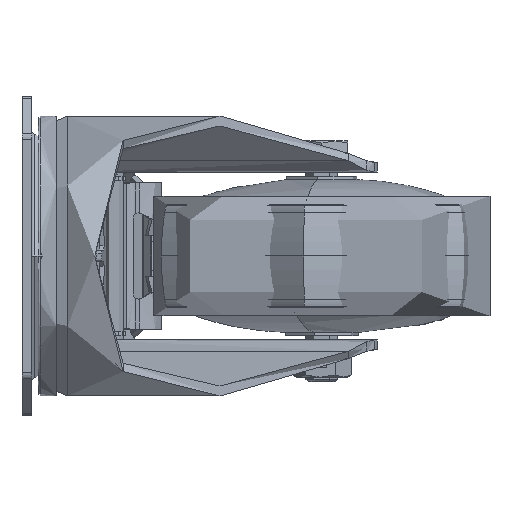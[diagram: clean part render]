
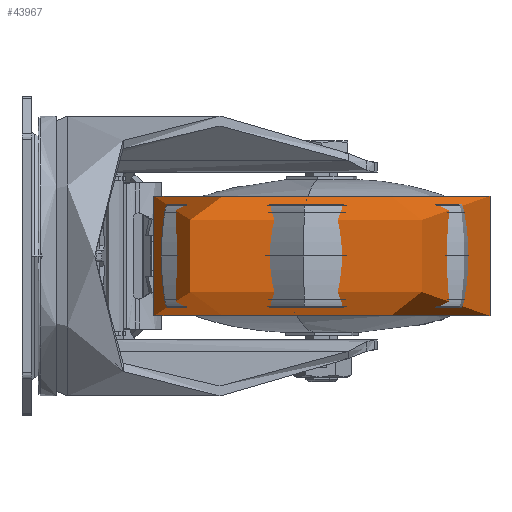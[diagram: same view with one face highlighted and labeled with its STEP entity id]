
A CAD part, left-side view. The second image highlights one B-rep face of the part: STEP entity #43967.
In plain terms, the highlighted free-form (B-spline) face has degree [3, 3] with [4, 4] control points.
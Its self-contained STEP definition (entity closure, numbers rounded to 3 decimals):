
#3974 = CARTESIAN_POINT ( 'NONE',  ( 32.044, -132.442, -15. ) ) ;
#6764 = CARTESIAN_POINT ( 'NONE',  ( 32.044, -132.442, 15. ) ) ;
#8228 = VERTEX_POINT ( 'NONE', #60044 ) ;
#10128 = EDGE_CURVE ( 'NONE', #46673, #8228, #19008, .T. ) ;
#10494 = CARTESIAN_POINT ( 'NONE',  ( 43.956, -17.558, -15. ) ) ;
#14948 = EDGE_CURVE ( 'NONE', #46673, #78566, #41225, .T. ) ;
#16159 = CARTESIAN_POINT ( 'NONE',  ( -50.407, -108.309, -15. ) ) ;
#17927 = CARTESIAN_POINT ( 'NONE',  ( 42.358, -32.975, 15. ) ) ;
#18290 = CARTESIAN_POINT ( 'NONE',  ( 42.358, -32.975, 15. ) ) ;
#18555 = ORIENTED_EDGE ( 'NONE', *, *, #83370, .T. ) ;
#18720 = DIRECTION ( 'NONE',  ( 0., 0., 1. ) ) ;
#19008 = CIRCLE ( 'NONE', #74694, 42.25 ) ;
#22481 = CARTESIAN_POINT ( 'NONE',  ( 43.956, -17.558, 15. ) ) ;
#23113 = CARTESIAN_POINT ( 'NONE',  ( -41.692, -24.26, -15. ) ) ;
#23975 = DIRECTION ( 'NONE',  ( 0.103, 0.995, 0. ) ) ;
#24411 = CARTESIAN_POINT ( 'NONE',  ( 33.642, -117.025, -15. ) ) ;
#26561 = CARTESIAN_POINT ( 'NONE',  ( 32.044, -132.442, 15. ) ) ;
#30126 = FACE_OUTER_BOUND ( 'NONE', #34500, .T. ) ;
#30155 = VERTEX_POINT ( 'NONE', #67063 ) ;
#30557 = CARTESIAN_POINT ( 'NONE',  ( 43.956, -17.558, 15. ) ) ;
#33409 = CARTESIAN_POINT ( 'NONE',  ( 32.044, -132.442, -15. ) ) ;
#34500 = EDGE_LOOP ( 'NONE', ( #46354, #18555, #49656, #63787 ) ) ;
#36758 = DIRECTION ( 'NONE',  ( 0., 0., 1. ) ) ;
#37093 = CARTESIAN_POINT ( 'NONE',  ( -70.928, -5.646, -15. ) ) ;
#37939 =( BOUNDED_SURFACE ( )  B_SPLINE_SURFACE ( 3, 3, ( 
 ( #56215, #23113, #16159, #24411 ),
 ( #10494, #37093, #63633, #3974 ),
 ( #30557, #50930, #51348, #26561 ),
 ( #18290, #85807, #79308, #66216 ) ),
 .UNSPECIFIED., .F., .F., .T. ) 
 B_SPLINE_SURFACE_WITH_KNOTS ( ( 4, 4 ),
 ( 4, 4 ),
 ( 0., 1. ),
 ( 0., 1. ),
 .UNSPECIFIED. ) 
 GEOMETRIC_REPRESENTATION_ITEM ( )  RATIONAL_B_SPLINE_SURFACE ( (
 ( 1., 0.333, 0.333, 1.),
 ( 0.333, 0.111, 0.111, 0.333),
 ( 0.333, 0.111, 0.111, 0.333),
 ( 1., 0.333, 0.333, 1.) ) ) 
 REPRESENTATION_ITEM ( '' )  SURFACE ( )  );
#38345 = CARTESIAN_POINT ( 'NONE',  ( 38., -75., -15. ) ) ;
#40239 = CIRCLE ( 'NONE', #58350, 42.25 ) ;
#41225 =( BOUNDED_CURVE ( )  B_SPLINE_CURVE ( 3, ( #62573, #82238, #22481, #41252 ),
 .UNSPECIFIED., .F., .F. ) 
 B_SPLINE_CURVE_WITH_KNOTS ( ( 4, 4 ),
 ( 0., 3.142 ),
 .UNSPECIFIED. ) 
 CURVE ( )  GEOMETRIC_REPRESENTATION_ITEM ( )  RATIONAL_B_SPLINE_CURVE ( ( 1., 0.333, 0.333, 1. ) ) 
 REPRESENTATION_ITEM ( '' )  );
#41252 = CARTESIAN_POINT ( 'NONE',  ( 42.358, -32.975, 15. ) ) ;
#41558 = CARTESIAN_POINT ( 'NONE',  ( 42.358, -32.975, -15. ) ) ;
#42810 = CARTESIAN_POINT ( 'NONE',  ( 38., -75., 15. ) ) ;
#43967 = ADVANCED_FACE ( 'NONE', ( #30126 ), #37939, .F. ) ;
#46354 = ORIENTED_EDGE ( 'NONE', *, *, #10128, .T. ) ;
#46673 = VERTEX_POINT ( 'NONE', #41558 ) ;
#49656 = ORIENTED_EDGE ( 'NONE', *, *, #61230, .F. ) ;
#50930 = CARTESIAN_POINT ( 'NONE',  ( -70.928, -5.646, 15. ) ) ;
#51348 = CARTESIAN_POINT ( 'NONE',  ( -82.84, -120.53, 15. ) ) ;
#56215 = CARTESIAN_POINT ( 'NONE',  ( 42.358, -32.975, -15. ) ) ;
#58350 = AXIS2_PLACEMENT_3D ( 'NONE', #42810, #36758, #82528 ) ;
#59881 = CARTESIAN_POINT ( 'NONE',  ( 33.642, -117.025, 15. ) ) ;
#60044 = CARTESIAN_POINT ( 'NONE',  ( 33.642, -117.025, -15. ) ) ;
#61230 = EDGE_CURVE ( 'NONE', #78566, #30155, #40239, .T. ) ;
#62350 =( BOUNDED_CURVE ( )  B_SPLINE_CURVE ( 3, ( #66454, #33409, #6764, #59881 ),
 .UNSPECIFIED., .F., .F. ) 
 B_SPLINE_CURVE_WITH_KNOTS ( ( 4, 4 ),
 ( 0., 3.142 ),
 .UNSPECIFIED. ) 
 CURVE ( )  GEOMETRIC_REPRESENTATION_ITEM ( )  RATIONAL_B_SPLINE_CURVE ( ( 1., 0.333, 0.333, 1. ) ) 
 REPRESENTATION_ITEM ( '' )  );
#62573 = CARTESIAN_POINT ( 'NONE',  ( 42.358, -32.975, -15. ) ) ;
#63633 = CARTESIAN_POINT ( 'NONE',  ( -82.84, -120.53, -15. ) ) ;
#63787 = ORIENTED_EDGE ( 'NONE', *, *, #14948, .F. ) ;
#66216 = CARTESIAN_POINT ( 'NONE',  ( 33.642, -117.025, 15. ) ) ;
#66454 = CARTESIAN_POINT ( 'NONE',  ( 33.642, -117.025, -15. ) ) ;
#67063 = CARTESIAN_POINT ( 'NONE',  ( 33.642, -117.025, 15. ) ) ;
#74694 = AXIS2_PLACEMENT_3D ( 'NONE', #38345, #18720, #23975 ) ;
#78566 = VERTEX_POINT ( 'NONE', #17927 ) ;
#79308 = CARTESIAN_POINT ( 'NONE',  ( -50.407, -108.309, 15. ) ) ;
#82238 = CARTESIAN_POINT ( 'NONE',  ( 43.956, -17.558, -15. ) ) ;
#82528 = DIRECTION ( 'NONE',  ( 0.103, 0.995, 0. ) ) ;
#83370 = EDGE_CURVE ( 'NONE', #8228, #30155, #62350, .T. ) ;
#85807 = CARTESIAN_POINT ( 'NONE',  ( -41.692, -24.26, 15. ) ) ;
